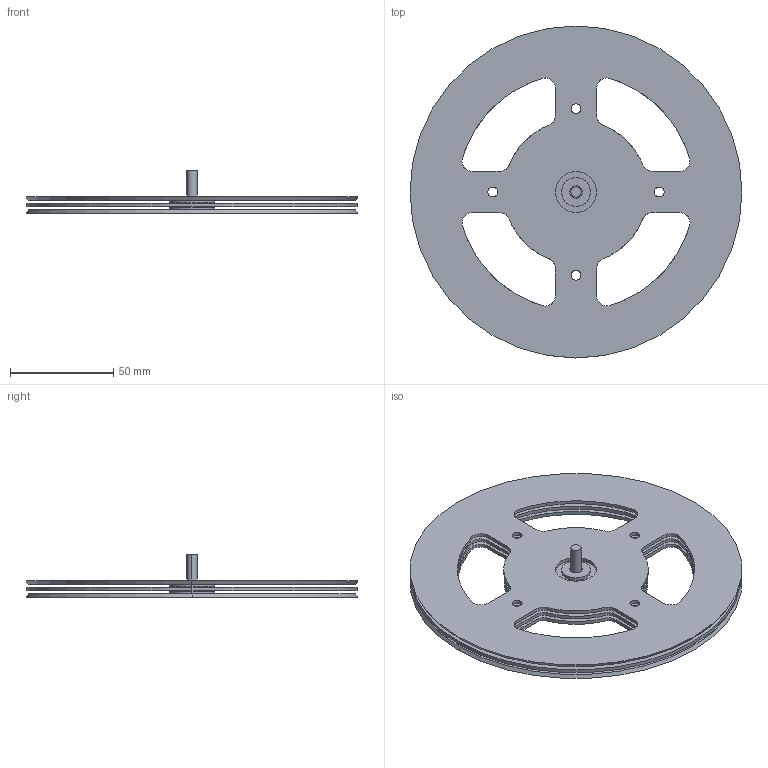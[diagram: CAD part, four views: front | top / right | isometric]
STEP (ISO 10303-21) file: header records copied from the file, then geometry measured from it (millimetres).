
FILE_DESCRIPTION (( 'STEP AP214' ), '1' );
FILE_NAME ('0018822.step', '2022-02-01T09:50:03', ( '' ), ( '' ), 'SwSTEP 2.0', 'SolidWorks 2020', '' );
FILE_SCHEMA (( 'AUTOMOTIVE_DESIGN' ));
Length unit declared in the file: millimetre
Products named in the file (1): 0018822
Bounding box: 161.03 x 161.03 x 20.8 mm (x, y, z)
Volume: 79076.8 mm3; surface area: 99227 mm2
Topology: 2 solids, 2 shells, 107 faces, 264 edges, 176 vertices
Faces by surface type: cylinder 54, plane 25, bspline 24, cone 4
Entity records: 4587 total; most frequent: CARTESIAN_POINT 2106, ORIENTED_EDGE 528, DIRECTION 462, EDGE_CURVE 264, AXIS2_PLACEMENT_3D 196, VERTEX_POINT 176, EDGE_LOOP 172, CIRCLE 112
